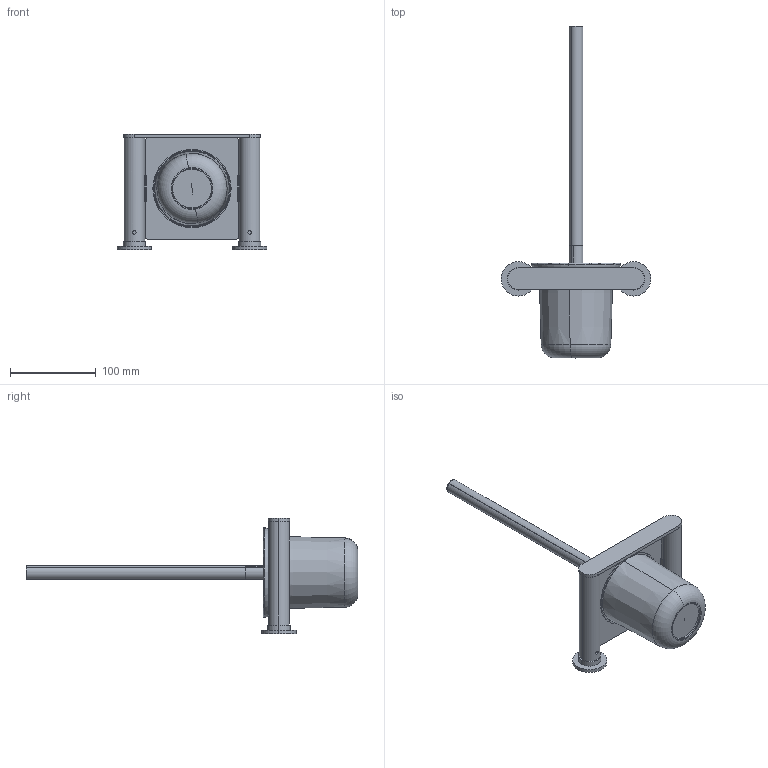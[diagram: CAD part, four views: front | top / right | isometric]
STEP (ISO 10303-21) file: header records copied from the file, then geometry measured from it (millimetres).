
FILE_DESCRIPTION (( 'STEP AP203' ), '1' );
FILE_NAME ('99ZP06213.STEP', '2022-01-04T10:47:34', ( '' ), ( '' ), 'SwSTEP 2.0', 'SolidWorks 2021', '' );
FILE_SCHEMA (( 'CONFIG_CONTROL_DESIGN' ));
Length unit declared in the file: millimetre
Products named in the file (1): 99ZP06213
Bounding box: 174 x 386 x 134 mm (x, y, z)
Volume: 590521.2 mm3; surface area: 179141.8 mm2
Topology: 8 solids, 8 shells, 209 faces, 493 edges, 321 vertices
Faces by surface type: cylinder 115, plane 64, torus 18, cone 6, bspline 6
Entity records: 9308 total; most frequent: CARTESIAN_POINT 4492, DIRECTION 1005, ORIENTED_EDGE 982, EDGE_CURVE 491, AXIS2_PLACEMENT_3D 406, VERTEX_POINT 321, EDGE_LOOP 248, ADVANCED_FACE 209
